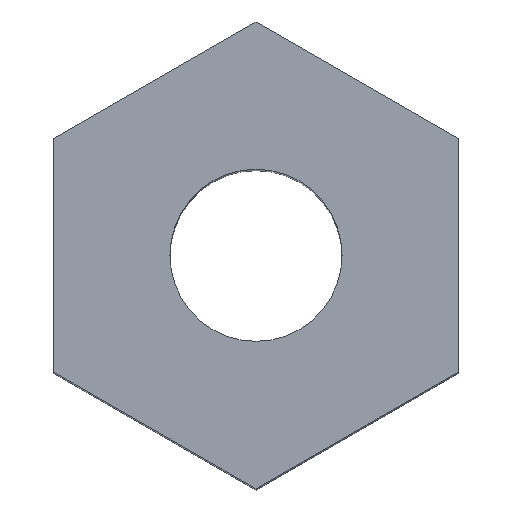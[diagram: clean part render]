
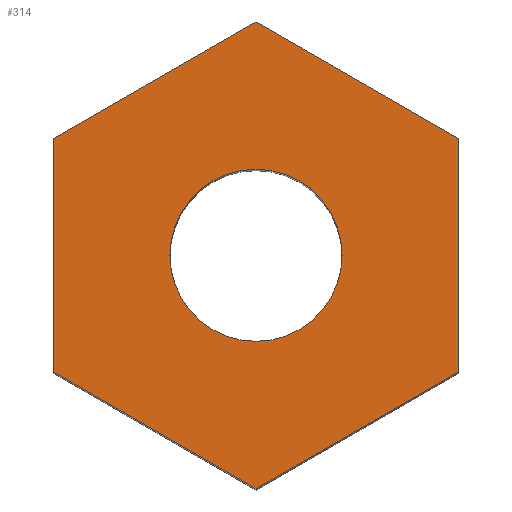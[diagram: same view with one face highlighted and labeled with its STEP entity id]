
A CAD part, top view. The second image highlights one B-rep face of the part: STEP entity #314.
In plain terms, the highlighted planar face has unit normal (0, 0, 1).
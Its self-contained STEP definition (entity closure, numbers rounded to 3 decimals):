
#1 = ORIENTED_EDGE ( 'NONE', *, *, #331, .T. ) ;
#6 = EDGE_CURVE ( 'NONE', #220, #109, #276, .T. ) ;
#9 = VERTEX_POINT ( 'NONE', #118 ) ;
#13 = LINE ( 'NONE', #76, #148 ) ;
#14 = CARTESIAN_POINT ( 'NONE',  ( 0., 3.666, 12.7 ) ) ;
#15 = DIRECTION ( 'NONE',  ( 1., 0., 0. ) ) ;
#18 = CARTESIAN_POINT ( 'NONE',  ( -1.353, 0., 12.7 ) ) ;
#19 = DIRECTION ( 'NONE',  ( 1., 0., 0. ) ) ;
#20 = CARTESIAN_POINT ( 'NONE',  ( 0., -3.666, 12.7 ) ) ;
#23 = VECTOR ( 'NONE', #234, 1000. ) ;
#38 = LINE ( 'NONE', #82, #305 ) ;
#40 = CARTESIAN_POINT ( 'NONE',  ( 3.175, 1.833, 12.7 ) ) ;
#42 = EDGE_CURVE ( 'NONE', #178, #209, #152, .T. ) ;
#46 = CARTESIAN_POINT ( 'NONE',  ( -3.175, -1.833, 12.7 ) ) ;
#49 = DIRECTION ( 'NONE',  ( 0., 0., 1. ) ) ;
#57 = VERTEX_POINT ( 'NONE', #14 ) ;
#61 = DIRECTION ( 'NONE',  ( 0.866, 0.5, 0. ) ) ;
#62 = ORIENTED_EDGE ( 'NONE', *, *, #246, .F. ) ;
#64 = CARTESIAN_POINT ( 'NONE',  ( 0., -3.666, 12.7 ) ) ;
#65 = EDGE_LOOP ( 'NONE', ( #62, #194 ) ) ;
#70 = AXIS2_PLACEMENT_3D ( 'NONE', #128, #255, #19 ) ;
#76 = CARTESIAN_POINT ( 'NONE',  ( -3.175, -1.833, 12.7 ) ) ;
#82 = CARTESIAN_POINT ( 'NONE',  ( 0., 3.666, 12.7 ) ) ;
#92 = ORIENTED_EDGE ( 'NONE', *, *, #290, .T. ) ;
#101 = VERTEX_POINT ( 'NONE', #40 ) ;
#102 = DIRECTION ( 'NONE',  ( 1., 0., 0. ) ) ;
#104 = DIRECTION ( 'NONE',  ( 0., -1., 0. ) ) ;
#109 = VERTEX_POINT ( 'NONE', #224 ) ;
#111 = DIRECTION ( 'NONE',  ( -0.866, -0.5, 0. ) ) ;
#118 = CARTESIAN_POINT ( 'NONE',  ( -3.175, 1.833, 12.7 ) ) ;
#128 = CARTESIAN_POINT ( 'NONE',  ( 0., 0., 12.7 ) ) ;
#135 = DIRECTION ( 'NONE',  ( 0., 1., 0. ) ) ;
#141 = LINE ( 'NONE', #336, #223 ) ;
#147 = ORIENTED_EDGE ( 'NONE', *, *, #256, .T. ) ;
#148 = VECTOR ( 'NONE', #283, 1000. ) ;
#149 = CARTESIAN_POINT ( 'NONE',  ( 0., 0., 12.7 ) ) ;
#152 = CIRCLE ( 'NONE', #310, 1.353 ) ;
#160 = CIRCLE ( 'NONE', #337, 1.353 ) ;
#169 = LINE ( 'NONE', #186, #23 ) ;
#173 = DIRECTION ( 'NONE',  ( 0., 0., 1. ) ) ;
#177 = EDGE_CURVE ( 'NONE', #9, #315, #244, .T. ) ;
#178 = VERTEX_POINT ( 'NONE', #18 ) ;
#183 = PLANE ( 'NONE',  #70 ) ;
#186 = CARTESIAN_POINT ( 'NONE',  ( 3.175, 1.833, 12.7 ) ) ;
#194 = ORIENTED_EDGE ( 'NONE', *, *, #42, .F. ) ;
#204 = ORIENTED_EDGE ( 'NONE', *, *, #177, .T. ) ;
#209 = VERTEX_POINT ( 'NONE', #304 ) ;
#211 = CARTESIAN_POINT ( 'NONE',  ( -3.175, 1.833, 12.7 ) ) ;
#217 = ORIENTED_EDGE ( 'NONE', *, *, #277, .T. ) ;
#218 = FACE_OUTER_BOUND ( 'NONE', #249, .T. ) ;
#220 = VERTEX_POINT ( 'NONE', #20 ) ;
#223 = VECTOR ( 'NONE', #135, 1000. ) ;
#224 = CARTESIAN_POINT ( 'NONE',  ( 3.175, -1.833, 12.7 ) ) ;
#234 = DIRECTION ( 'NONE',  ( -0.866, 0.5, 0. ) ) ;
#236 = VECTOR ( 'NONE', #104, 1000. ) ;
#242 = FACE_BOUND ( 'NONE', #65, .T. ) ;
#244 = LINE ( 'NONE', #211, #236 ) ;
#246 = EDGE_CURVE ( 'NONE', #209, #178, #160, .T. ) ;
#249 = EDGE_LOOP ( 'NONE', ( #217, #1, #204, #92, #323, #147 ) ) ;
#255 = DIRECTION ( 'NONE',  ( 0., 0., 1. ) ) ;
#256 = EDGE_CURVE ( 'NONE', #109, #101, #141, .T. ) ;
#276 = LINE ( 'NONE', #64, #301 ) ;
#277 = EDGE_CURVE ( 'NONE', #101, #57, #169, .T. ) ;
#282 = CARTESIAN_POINT ( 'NONE',  ( 0., 0., 12.7 ) ) ;
#283 = DIRECTION ( 'NONE',  ( 0.866, -0.5, 0. ) ) ;
#290 = EDGE_CURVE ( 'NONE', #315, #220, #13, .T. ) ;
#301 = VECTOR ( 'NONE', #61, 1000. ) ;
#304 = CARTESIAN_POINT ( 'NONE',  ( 1.353, 0., 12.7 ) ) ;
#305 = VECTOR ( 'NONE', #111, 1000. ) ;
#310 = AXIS2_PLACEMENT_3D ( 'NONE', #149, #173, #15 ) ;
#314 = ADVANCED_FACE ( 'NONE', ( #242, #218 ), #183, .T. ) ;
#315 = VERTEX_POINT ( 'NONE', #46 ) ;
#323 = ORIENTED_EDGE ( 'NONE', *, *, #6, .T. ) ;
#331 = EDGE_CURVE ( 'NONE', #57, #9, #38, .T. ) ;
#336 = CARTESIAN_POINT ( 'NONE',  ( 3.175, -1.833, 12.7 ) ) ;
#337 = AXIS2_PLACEMENT_3D ( 'NONE', #282, #49, #102 ) ;
